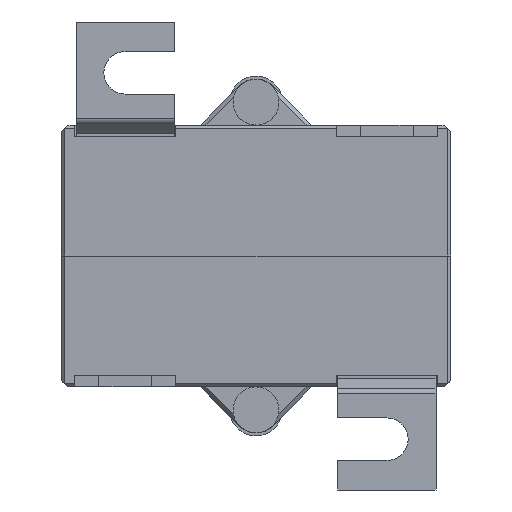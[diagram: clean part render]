
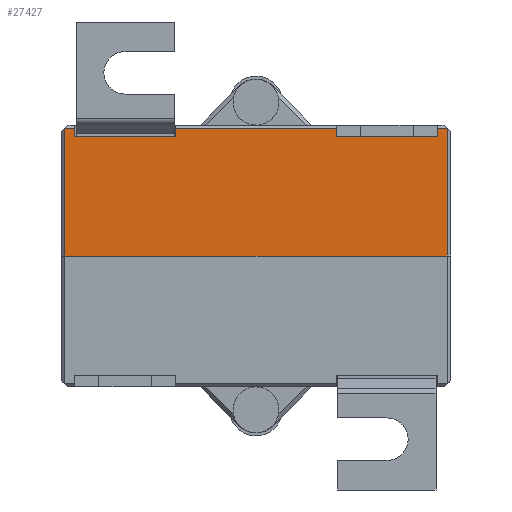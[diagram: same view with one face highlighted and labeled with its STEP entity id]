
A CAD part, front view. The second image highlights one B-rep face of the part: STEP entity #27427.
In plain terms, the highlighted planar face has unit normal (0, -1, 0).
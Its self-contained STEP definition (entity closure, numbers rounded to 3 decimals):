
#1419=PLANE('',#29265);
#2447=FACE_OUTER_BOUND('',#3966,.T.);
#3966=EDGE_LOOP('',(#19115,#19116,#19117,#19118,#19119,#19120,#19121,#19122,
#19123,#19124,#19125,#19126));
#6002=LINE('',#37200,#9059);
#6009=LINE('',#37214,#9066);
#6010=LINE('',#37216,#9067);
#6011=LINE('',#37218,#9068);
#6012=LINE('',#37220,#9069);
#6013=LINE('',#37222,#9070);
#6014=LINE('',#37224,#9071);
#6015=LINE('',#37226,#9072);
#6016=LINE('',#37228,#9073);
#6017=LINE('',#37230,#9074);
#6018=LINE('',#37232,#9075);
#6019=LINE('',#37233,#9076);
#9059=VECTOR('',#30999,10.);
#9066=VECTOR('',#31010,10.);
#9067=VECTOR('',#31011,10.);
#9068=VECTOR('',#31012,10.);
#9069=VECTOR('',#31013,10.);
#9070=VECTOR('',#31014,10.);
#9071=VECTOR('',#31015,10.);
#9072=VECTOR('',#31016,10.);
#9073=VECTOR('',#31017,10.);
#9074=VECTOR('',#31018,10.);
#9075=VECTOR('',#31019,10.);
#9076=VECTOR('',#31020,10.);
#12138=VERTEX_POINT('',#37197);
#12139=VERTEX_POINT('',#37199);
#12144=VERTEX_POINT('',#37213);
#12145=VERTEX_POINT('',#37215);
#12146=VERTEX_POINT('',#37217);
#12147=VERTEX_POINT('',#37219);
#12148=VERTEX_POINT('',#37221);
#12149=VERTEX_POINT('',#37223);
#12150=VERTEX_POINT('',#37225);
#12151=VERTEX_POINT('',#37227);
#12152=VERTEX_POINT('',#37229);
#12153=VERTEX_POINT('',#37231);
#14897=EDGE_CURVE('',#12138,#12139,#6002,.T.);
#14904=EDGE_CURVE('',#12144,#12138,#6009,.T.);
#14905=EDGE_CURVE('',#12145,#12144,#6010,.T.);
#14906=EDGE_CURVE('',#12146,#12145,#6011,.T.);
#14907=EDGE_CURVE('',#12146,#12147,#6012,.T.);
#14908=EDGE_CURVE('',#12147,#12148,#6013,.T.);
#14909=EDGE_CURVE('',#12148,#12149,#6014,.T.);
#14910=EDGE_CURVE('',#12150,#12149,#6015,.T.);
#14911=EDGE_CURVE('',#12150,#12151,#6016,.T.);
#14912=EDGE_CURVE('',#12151,#12152,#6017,.T.);
#14913=EDGE_CURVE('',#12152,#12153,#6018,.T.);
#14914=EDGE_CURVE('',#12139,#12153,#6019,.T.);
#19115=ORIENTED_EDGE('',*,*,#14897,.F.);
#19116=ORIENTED_EDGE('',*,*,#14904,.F.);
#19117=ORIENTED_EDGE('',*,*,#14905,.F.);
#19118=ORIENTED_EDGE('',*,*,#14906,.F.);
#19119=ORIENTED_EDGE('',*,*,#14907,.T.);
#19120=ORIENTED_EDGE('',*,*,#14908,.T.);
#19121=ORIENTED_EDGE('',*,*,#14909,.T.);
#19122=ORIENTED_EDGE('',*,*,#14910,.F.);
#19123=ORIENTED_EDGE('',*,*,#14911,.T.);
#19124=ORIENTED_EDGE('',*,*,#14912,.T.);
#19125=ORIENTED_EDGE('',*,*,#14913,.T.);
#19126=ORIENTED_EDGE('',*,*,#14914,.F.);
#27427=ADVANCED_FACE('',(#2447),#1419,.T.);
#29265=AXIS2_PLACEMENT_3D('',#37212,#31008,#31009);
#30999=DIRECTION('',(0.,0.,-1.));
#31008=DIRECTION('center_axis',(0.,-1.,0.));
#31009=DIRECTION('ref_axis',(1.,0.,0.));
#31010=DIRECTION('',(1.,0.,0.));
#31011=DIRECTION('',(0.,0.,1.));
#31012=DIRECTION('',(-1.,0.,0.));
#31013=DIRECTION('',(0.,0.,1.));
#31014=DIRECTION('',(1.,0.,0.));
#31015=DIRECTION('',(0.,0.,-1.));
#31016=DIRECTION('',(-1.,0.,0.));
#31017=DIRECTION('',(0.,0.,1.));
#31018=DIRECTION('',(1.,0.,0.));
#31019=DIRECTION('',(0.,0.,-1.));
#31020=DIRECTION('',(-1.,0.,0.));
#37197=CARTESIAN_POINT('',(29.25,0.,20.));
#37199=CARTESIAN_POINT('',(29.25,0.,0.5));
#37200=CARTESIAN_POINT('',(29.25,0.,0.));
#37212=CARTESIAN_POINT('Origin',(-29.75,0.,0.));
#37213=CARTESIAN_POINT('',(-29.25,0.,20.));
#37214=CARTESIAN_POINT('',(-29.75,0.,20.));
#37215=CARTESIAN_POINT('',(-29.25,0.,0.5));
#37216=CARTESIAN_POINT('',(-29.25,0.,0.));
#37217=CARTESIAN_POINT('',(-27.7,0.,0.5));
#37218=CARTESIAN_POINT('',(-14.875,0.,0.5));
#37219=CARTESIAN_POINT('',(-27.7,0.,1.8));
#37220=CARTESIAN_POINT('',(-27.7,0.,0.));
#37221=CARTESIAN_POINT('',(-12.3,0.,1.8));
#37222=CARTESIAN_POINT('',(-24.875,0.,1.8));
#37223=CARTESIAN_POINT('',(-12.3,0.,0.5));
#37224=CARTESIAN_POINT('',(-12.3,0.,0.));
#37225=CARTESIAN_POINT('',(12.3,0.,0.5));
#37226=CARTESIAN_POINT('',(-14.875,0.,0.5));
#37227=CARTESIAN_POINT('',(12.3,0.,1.8));
#37228=CARTESIAN_POINT('',(12.3,0.,0.));
#37229=CARTESIAN_POINT('',(27.7,0.,1.8));
#37230=CARTESIAN_POINT('',(-4.875,0.,1.8));
#37231=CARTESIAN_POINT('',(27.7,0.,0.5));
#37232=CARTESIAN_POINT('',(27.7,0.,0.));
#37233=CARTESIAN_POINT('',(-14.875,0.,0.5));
